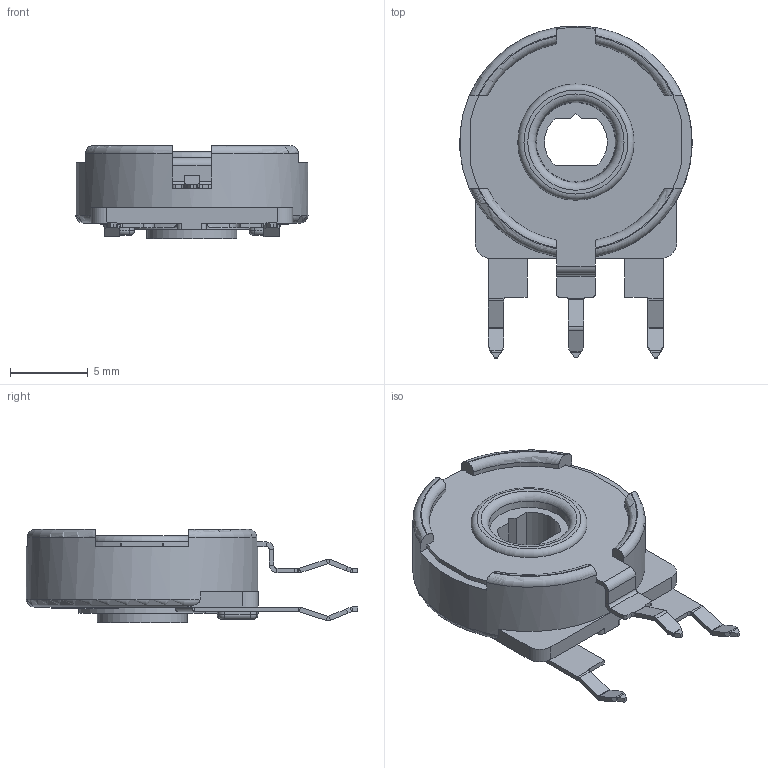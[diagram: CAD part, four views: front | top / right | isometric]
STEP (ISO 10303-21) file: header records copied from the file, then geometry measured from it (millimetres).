
FILE_DESCRIPTION (( 'STEP AP203' ), '1' );
FILE_NAME ('PT15NH02.STEP', '2018-08-28T09:44:21', ( '' ), ( '' ), 'SwSTEP 2.0', 'SolidWorks 2016', '' );
FILE_SCHEMA (( 'CONFIG_CONTROL_DESIGN' ));
Length unit declared in the file: millimetre
Products named in the file (6): PT15NH02; PT15NH02-CARCASA_REMACHADA; PT15NH02-PORTACURSOR; PT15NH02-TERMINAL DERECHO; PT15NH02-TERMINAL IZQUIERDO; PT15NH02-COLECTOR_PREDETERMINADA
Assembly tree (5 placements, depth 2):
  PT15NH02
    PT15NH02-CARCASA_REMACHADA
    PT15NH02-PORTACURSOR
    PT15NH02-TERMINAL DERECHO
    PT15NH02-TERMINAL IZQUIERDO
    PT15NH02-COLECTOR_PREDETERMINADA
Bounding box: 14.99 x 21.41 x 6 mm (x, y, z)
Volume: 402.7 mm3; surface area: 1458.3 mm2
Topology: 5 solids, 5 shells, 459 faces, 1182 edges, 755 vertices
Faces by surface type: plane 259, cylinder 128, bspline 46, torus 25, cone 1
Full cylindrical faces by diameter (mm): 4.5 x1, 5.8 x1, 5.95 x1, 6.8 x1, 7 x1, 7.8 x1, 13.408 x1, 15 x1
Entity records: 16178 total; most frequent: CARTESIAN_POINT 4624, ORIENTED_EDGE 2332, DIRECTION 2131, EDGE_CURVE 1166, VECTOR 759, LINE 759, VERTEX_POINT 752, AXIS2_PLACEMENT_3D 686
